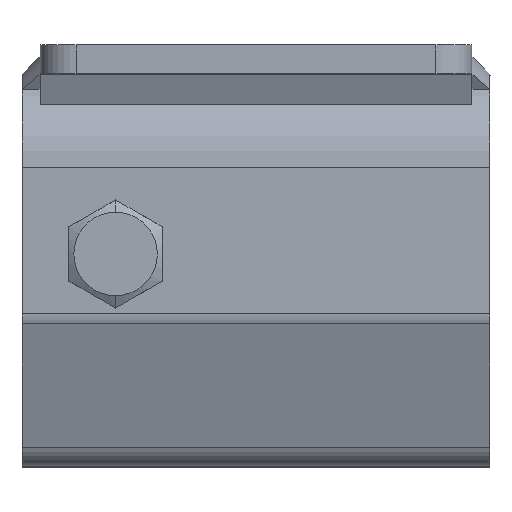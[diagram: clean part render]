
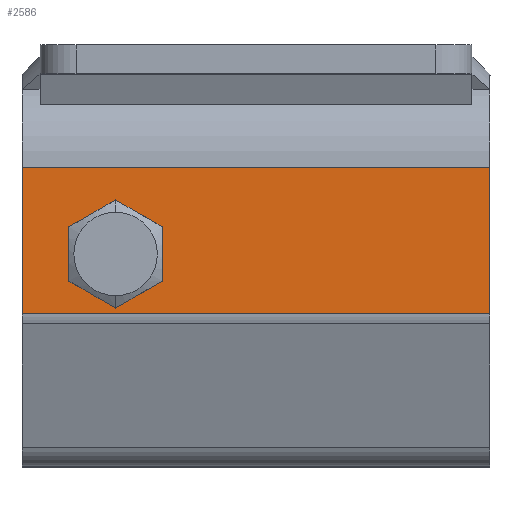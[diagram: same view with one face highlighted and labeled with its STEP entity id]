
A CAD part, top view. The second image highlights one B-rep face of the part: STEP entity #2586.
In plain terms, the highlighted planar face has unit normal (0, 0, 1).
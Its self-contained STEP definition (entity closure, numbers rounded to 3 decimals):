
#296 = AXIS2_PLACEMENT_3D ( 'NONE', #5092, #3508, #4726 ) ;
#457 = EDGE_CURVE ( 'NONE', #2531, #1422, #1381, .T. ) ;
#624 = ORIENTED_EDGE ( 'NONE', *, *, #457, .F. ) ;
#678 = LINE ( 'NONE', #3127, #3755 ) ;
#697 = CARTESIAN_POINT ( 'NONE',  ( -19.5, -25.6, 29.75 ) ) ;
#783 = FACE_OUTER_BOUND ( 'NONE', #3699, .T. ) ;
#787 = CARTESIAN_POINT ( 'NONE',  ( -32.5, -17., 29.75 ) ) ;
#887 = ORIENTED_EDGE ( 'NONE', *, *, #4665, .T. ) ;
#996 = CIRCLE ( 'NONE', #5127, 3.4 ) ;
#1064 = CARTESIAN_POINT ( 'NONE',  ( -19.5, -32.4, 29.75 ) ) ;
#1143 = ORIENTED_EDGE ( 'NONE', *, *, #2209, .F. ) ;
#1181 = CARTESIAN_POINT ( 'NONE',  ( -32.5, -37.295, 29.75 ) ) ;
#1237 = VECTOR ( 'NONE', #2301, 1000. ) ;
#1356 = VERTEX_POINT ( 'NONE', #1064 ) ;
#1381 = LINE ( 'NONE', #787, #2162 ) ;
#1400 = EDGE_CURVE ( 'NONE', #2715, #2531, #2707, .T. ) ;
#1422 = VERTEX_POINT ( 'NONE', #3663 ) ;
#1479 = CARTESIAN_POINT ( 'NONE',  ( -32.5, -17., 29.75 ) ) ;
#1521 = DIRECTION ( 'NONE',  ( -1., 0., 0. ) ) ;
#1791 = EDGE_CURVE ( 'NONE', #5022, #1356, #2571, .T. ) ;
#1987 = ORIENTED_EDGE ( 'NONE', *, *, #5049, .F. ) ;
#2020 = CARTESIAN_POINT ( 'NONE',  ( -19.5, -29., 29.75 ) ) ;
#2162 = VECTOR ( 'NONE', #4773, 1000. ) ;
#2209 = EDGE_CURVE ( 'NONE', #1356, #5022, #996, .T. ) ;
#2245 = ORIENTED_EDGE ( 'NONE', *, *, #1400, .F. ) ;
#2301 = DIRECTION ( 'NONE',  ( 0., 1., 0. ) ) ;
#2311 = DIRECTION ( 'NONE',  ( 0., 1., 0. ) ) ;
#2531 = VERTEX_POINT ( 'NONE', #1479 ) ;
#2571 = CIRCLE ( 'NONE', #296, 3.4 ) ;
#2586 = ADVANCED_FACE ( 'NONE', ( #783, #4806 ), #4769, .F. ) ;
#2707 = LINE ( 'NONE', #5124, #1237 ) ;
#2715 = VERTEX_POINT ( 'NONE', #4980 ) ;
#2743 = AXIS2_PLACEMENT_3D ( 'NONE', #1181, #2746, #4414 ) ;
#2746 = DIRECTION ( 'NONE',  ( 0., 0., -1. ) ) ;
#2747 = DIRECTION ( 'NONE',  ( 0., 1., 0. ) ) ;
#3016 = VECTOR ( 'NONE', #1521, 1000. ) ;
#3127 = CARTESIAN_POINT ( 'NONE',  ( 32.5, -54.5, 29.75 ) ) ;
#3153 = DIRECTION ( 'NONE',  ( 0., 0., 1. ) ) ;
#3285 = VERTEX_POINT ( 'NONE', #4591 ) ;
#3508 = DIRECTION ( 'NONE',  ( 0., 0., 1. ) ) ;
#3567 = ORIENTED_EDGE ( 'NONE', *, *, #1791, .F. ) ;
#3663 = CARTESIAN_POINT ( 'NONE',  ( 32.5, -17., 29.75 ) ) ;
#3699 = EDGE_LOOP ( 'NONE', ( #624, #2245, #1987, #887 ) ) ;
#3755 = VECTOR ( 'NONE', #2311, 1000. ) ;
#3847 = CARTESIAN_POINT ( 'NONE',  ( -32.5, -37.295, 29.75 ) ) ;
#4414 = DIRECTION ( 'NONE',  ( 0., -1., 0. ) ) ;
#4591 = CARTESIAN_POINT ( 'NONE',  ( 32.5, -37.295, 29.75 ) ) ;
#4637 = EDGE_LOOP ( 'NONE', ( #3567, #1143 ) ) ;
#4665 = EDGE_CURVE ( 'NONE', #3285, #1422, #678, .T. ) ;
#4679 = LINE ( 'NONE', #3847, #3016 ) ;
#4726 = DIRECTION ( 'NONE',  ( 0., 1., 0. ) ) ;
#4769 = PLANE ( 'NONE',  #2743 ) ;
#4773 = DIRECTION ( 'NONE',  ( 1., 0., 0. ) ) ;
#4806 = FACE_BOUND ( 'NONE', #4637, .T. ) ;
#4980 = CARTESIAN_POINT ( 'NONE',  ( -32.5, -37.295, 29.75 ) ) ;
#5022 = VERTEX_POINT ( 'NONE', #697 ) ;
#5049 = EDGE_CURVE ( 'NONE', #3285, #2715, #4679, .T. ) ;
#5092 = CARTESIAN_POINT ( 'NONE',  ( -19.5, -29., 29.75 ) ) ;
#5124 = CARTESIAN_POINT ( 'NONE',  ( -32.5, -54.5, 29.75 ) ) ;
#5127 = AXIS2_PLACEMENT_3D ( 'NONE', #2020, #3153, #2747 ) ;
